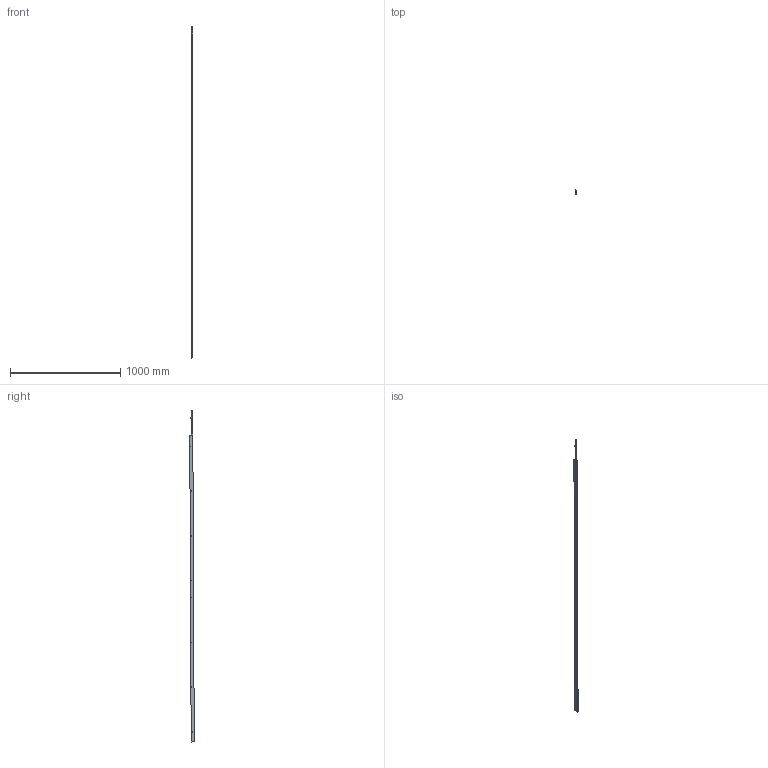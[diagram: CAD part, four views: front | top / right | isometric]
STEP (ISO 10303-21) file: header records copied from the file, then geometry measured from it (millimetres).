
FILE_DESCRIPTION(/* description */ (''),/* implementation_level */ '2;1');
FILE_NAME(/* name */ '80108-DIM.stp',/* time_stamp */ '2017-03-22T11:38:49-04:00',/* author */ ('ryan longshore'),/* organization */ (''),/* preprocessor_version */ 'ST-DEVELOPER v16.5',/* originating_system */ 'Autodesk Inventor 2017',/* authorisation */ '');
FILE_SCHEMA (('AUTOMOTIVE_DESIGN { 1 0 10303 214 3 1 1 }'));
Length unit declared in the file: inch
Products named in the file (18): 80108-DIM; 901840; 901574; 901437; 901592; 901565; 901515; 901587; 901724-DIM; 901806-DIM; 901622; 901576-DIM; 901576 without spring-DIM; 901577; 901770; Unbrako - No.  8 x 0.19; 901625; Unbrako - No.  6 x 0.19
Assembly tree (125 placements, depth 3):
  80108-DIM
    901840
    901574
    901437
    901592
    901565
    901515
    901587
    901724-DIM
    901576-DIM  x108
      901576 without spring-DIM
      901577
    901806-DIM
    901622
    901770
      Unbrako - No.  8 x 0.19
    901625  x2
      Unbrako - No.  6 x 0.19
Bounding box: 17.78 x 40.79 x 3012.85 mm (x, y, z)
Volume: 487131.8 mm3; surface area: 522197 mm2
Topology: 229 solids, 229 shells, 3022 faces, 6329 edges, 3990 vertices
Faces by surface type: plane 1611, cylinder 1143, cone 258, bspline 6, torus 4
Full cylindrical faces by diameter (mm): 0.508 x1, 0.635 x216, 1.984 x2, 2.54 x1, 2.667 x108, 2.845 x1, 3.454 x1, 3.485 x1, 3.505 x2, 3.937 x108, 4.166 x1, 4.978 x1, 5.055 x1, 5.159 x8, 5.715 x217, 6.35 x1, 6.604 x1, 6.731 x1, 8.128 x2, 8.89 x1, 9.144 x1, 9.423 x1, 9.525 x3, 10.414 x2, 11.112 x1, 12.446 x1, 13.462 x1, 13.716 x1, 15.875 x2
Entity records: 23231 total; most frequent: CARTESIAN_POINT 17245, DIRECTION 1253, ORIENTED_EDGE 834, AXIS2_PLACEMENT_3D 529, EDGE_CURVE 417, EDGE_LOOP 357, VERTEX_POINT 312, FACE_OUTER_BOUND 228
